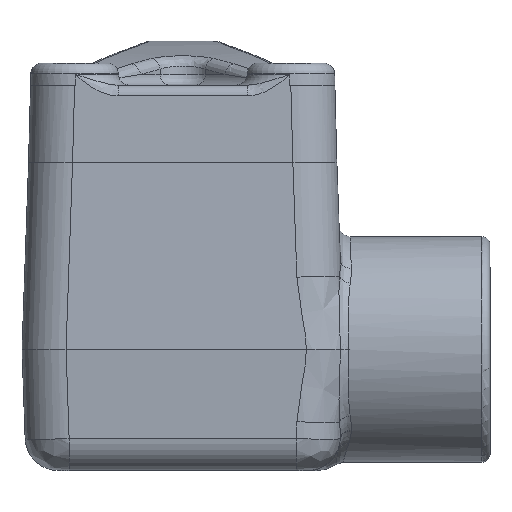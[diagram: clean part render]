
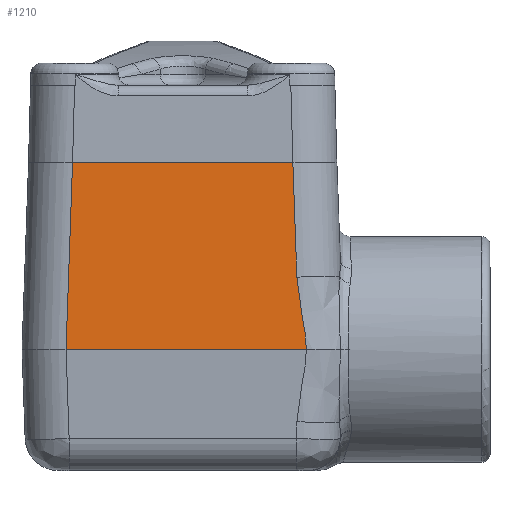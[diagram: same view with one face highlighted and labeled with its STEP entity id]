
A CAD part, front view. The second image highlights one B-rep face of the part: STEP entity #1210.
In plain terms, the highlighted planar face has unit normal (0, -0.999, 0.035).
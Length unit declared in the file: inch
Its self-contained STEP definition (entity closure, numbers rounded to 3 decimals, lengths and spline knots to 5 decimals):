
#923=B_SPLINE_CURVE_WITH_KNOTS('',3,(#10094,#10095,#10096,#10097),.UNSPECIFIED.,
 .F.,.F.,(4,4),(0.,1.),.UNSPECIFIED.);
#1210=ADVANCED_FACE('',(#1746),#1644,.T.);
#1644=PLANE('',#6936);
#1746=FACE_OUTER_BOUND('',#2174,.T.);
#2174=EDGE_LOOP('',(#2915,#2916,#2917,#2918,#2919));
#2915=ORIENTED_EDGE('',*,*,#5504,.T.);
#2916=ORIENTED_EDGE('',*,*,#5505,.T.);
#2917=ORIENTED_EDGE('',*,*,#5506,.T.);
#2918=ORIENTED_EDGE('',*,*,#5507,.F.);
#2919=ORIENTED_EDGE('',*,*,#5508,.T.);
#4885=VERTEX_POINT('',#10092);
#4886=VERTEX_POINT('',#10093);
#4887=VERTEX_POINT('',#10098);
#4888=VERTEX_POINT('',#10100);
#4889=VERTEX_POINT('',#10102);
#5504=EDGE_CURVE('',#4885,#4886,#6447,.T.);
#5505=EDGE_CURVE('',#4886,#4887,#923,.T.);
#5506=EDGE_CURVE('',#4887,#4888,#6448,.T.);
#5507=EDGE_CURVE('',#4889,#4888,#6449,.T.);
#5508=EDGE_CURVE('',#4889,#4885,#6450,.T.);
#6447=LINE('',#10091,#6703);
#6448=LINE('',#10099,#6704);
#6449=LINE('',#10101,#6705);
#6450=LINE('',#10103,#6706);
#6703=VECTOR('',#7813,1.);
#6704=VECTOR('',#7814,1.);
#6705=VECTOR('',#7815,1.);
#6706=VECTOR('',#7816,1.);
#6936=AXIS2_PLACEMENT_3D('',#10104,#7817,#7818);
#7813=DIRECTION('',(1.,0.,0.));
#7814=DIRECTION('',(-0.035,0.035,0.999));
#7815=DIRECTION('',(1.,0.,0.));
#7816=DIRECTION('',(-0.035,-0.035,-0.999));
#7817=DIRECTION('',(0.,-0.999,0.035));
#7818=DIRECTION('',(0.,-0.035,-0.999));
#10091=CARTESIAN_POINT('',(-0.875,-0.0371,-1.0625));
#10092=CARTESIAN_POINT('',(-0.66226,-0.0371,-1.0625));
#10093=CARTESIAN_POINT('',(0.70151,-0.0371,-1.0625));
#10094=CARTESIAN_POINT('',(0.70151,-0.0371,-1.0625));
#10095=CARTESIAN_POINT('',(0.69999,-0.03226,-0.92377));
#10096=CARTESIAN_POINT('',(0.65277,-0.02761,-0.79078));
#10097=CARTESIAN_POINT('',(0.64792,-0.02277,-0.65208));
#10098=CARTESIAN_POINT('',(0.64792,-0.02277,-0.65208));
#10099=CARTESIAN_POINT('',(0.62333,0.00182,0.05226));
#10100=CARTESIAN_POINT('',(0.62515,0.,0.));
#10101=CARTESIAN_POINT('',(-0.875,0.,0.));
#10102=CARTESIAN_POINT('',(-0.62515,0.,0.));
#10103=CARTESIAN_POINT('',(-0.62546,-0.0003,-0.0087));
#10104=CARTESIAN_POINT('',(-0.875,0.,0.));
